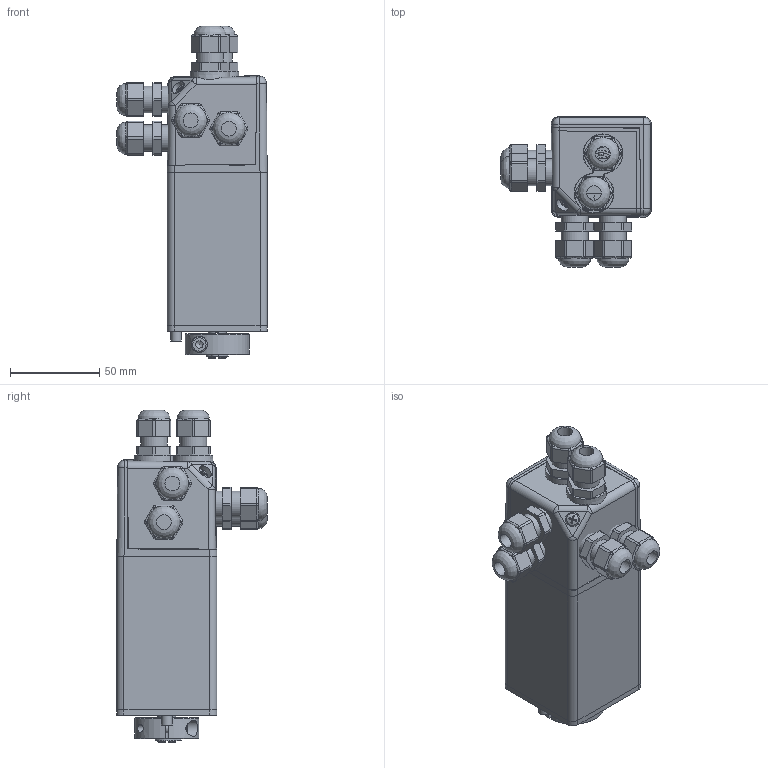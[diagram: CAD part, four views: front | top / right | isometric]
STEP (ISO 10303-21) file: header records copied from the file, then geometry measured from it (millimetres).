
FILE_DESCRIPTION(/* description */ ('Rillenkugellager, einreihig, beidseitig abgedichtet SKF DIN 625 SKF - SKF 61800-'),/* implementation_level */ '2;1');
FILE_NAME(/* name */ 'PSE21x23x-8-Hohlwelle.stp',/* time_stamp */ '2015-08-25T13:50:57+02:00',/* author */ ('nwolf'),/* organization */ (''),/* preprocessor_version */ 'ST-DEVELOPER v15.6',/* originating_system */ 'Autodesk Inventor 2015',/* authorisation */ '');
FILE_SCHEMA (('AUTOMOTIVE_DESIGN { 1 0 10303 214 3 1 1 }'));
Length unit declared in the file: millimetre
Products named in the file (15): DIN 625 SKF - SKF 61800-2RS1; DIN 912 - M3 x 0,5 x 8 x 6,75; ENG-000450; ENG-000428; ISO 7045 - M4 x 25 - 4.8 - HDIN EN ISO; 3090.000079M; ENG-000610; ENG-000609; 1020.003424M; 1190.000294M; 1200.007124M; 1290.002454M; DIN 471 - 10x1; DIN 912 - M5 x 0,8 x 12 x 10; ENG-000420
Assembly tree (21 placements, depth 2):
  ENG-000420
    DIN 625 SKF - SKF 61800-2RS1
    DIN 912 - M3 x 0,5 x 8 x 6,75  x3
    ENG-000450
    ENG-000428
    ISO 7045 - M4 x 25 - 4.8 - HDIN EN ISO
    3090.000079M  x6
    ENG-000610
    ENG-000609
    1020.003424M
    1190.000294M
    1200.007124M
    1290.002454M
    DIN 471 - 10x1
    DIN 912 - M5 x 0,8 x 12 x 10
Bounding box: 84.2 x 84.2 x 185.9 mm (x, y, z)
Volume: 120494.7 mm3; surface area: 117618.8 mm2
Topology: 21 solids, 21 shells, 1314 faces, 3342 edges, 2189 vertices
Faces by surface type: plane 902, cylinder 266, torus 70, cone 51, sphere 19, bspline 6
Full cylindrical faces by diameter (mm): 1.5 x2, 2 x2, 2.5 x2, 2.621 x1, 3 x3, 3.5 x2, 3.621 x1, 4 x7, 4.459 x1, 4.5 x1, 5 x2, 5.5 x4, 5.96 x1, 6 x5, 7 x1, 8 x4, 8.2 x2, 8.3 x6, 8.5 x1, 9 x2, 10 x10, 11 x1, 12.88 x2, 13 x2, 13.92 x2, 15 x12, 16.12 x2, 19 x3
Entity records: 31840 total; most frequent: CARTESIAN_POINT 6830, DIRECTION 5101, ORIENTED_EDGE 4956, EDGE_CURVE 2478, AXIS2_PLACEMENT_3D 1720, VERTEX_POINT 1688, LINE 1661, VECTOR 1661
